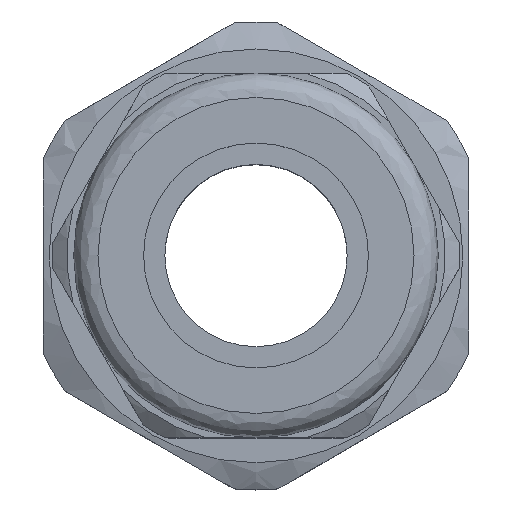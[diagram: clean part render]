
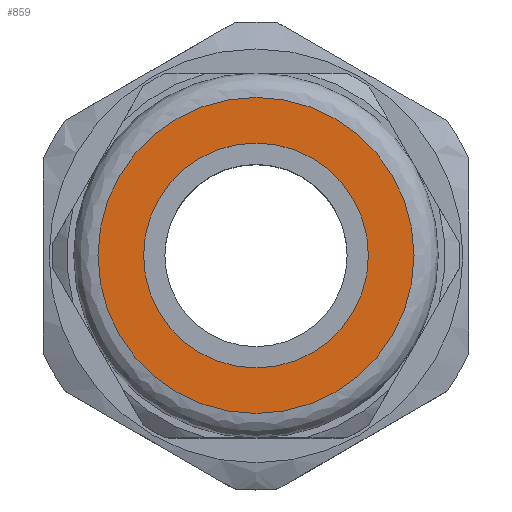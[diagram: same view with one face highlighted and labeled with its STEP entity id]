
A CAD part, top view. The second image highlights one B-rep face of the part: STEP entity #859.
In plain terms, the highlighted planar face has unit normal (0, 0, 1).
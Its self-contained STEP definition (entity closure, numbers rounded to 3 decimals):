
#718=PLANE('',#4062);
#859=ADVANCED_FACE('',(#1065,#1066),#718,.T.);
#1065=FACE_BOUND('',#1197,.T.);
#1066=FACE_BOUND('',#1198,.T.);
#1197=EDGE_LOOP('',(#1674));
#1198=EDGE_LOOP('',(#1675));
#1674=ORIENTED_EDGE('',*,*,#2493,.T.);
#1675=ORIENTED_EDGE('',*,*,#2492,.T.);
#2194=VERTEX_POINT('',#6821);
#2195=VERTEX_POINT('',#6844);
#2492=EDGE_CURVE('',#2194,#2194,#2806,.T.);
#2493=EDGE_CURVE('',#2195,#2195,#2807,.T.);
#2806=CIRCLE('',#4060,13.);
#2807=CIRCLE('',#4061,9.25);
#4060=AXIS2_PLACEMENT_3D('',#6820,#4678,#4679);
#4061=AXIS2_PLACEMENT_3D('',#6843,#4680,#4681);
#4062=AXIS2_PLACEMENT_3D('',#6845,#4682,#4683);
#4678=DIRECTION('',(0.,0.,1.));
#4679=DIRECTION('',(0.,1.,0.));
#4680=DIRECTION('',(0.,0.,-1.));
#4681=DIRECTION('',(0.,1.,0.));
#4682=DIRECTION('',(0.,0.,1.));
#4683=DIRECTION('',(1.,0.,0.));
#6820=CARTESIAN_POINT('',(0.,0.,25.));
#6821=CARTESIAN_POINT('',(0.,13.,25.));
#6843=CARTESIAN_POINT('',(0.,0.,25.));
#6844=CARTESIAN_POINT('',(0.,9.25,25.));
#6845=CARTESIAN_POINT('',(-14.3,-14.3,25.));
